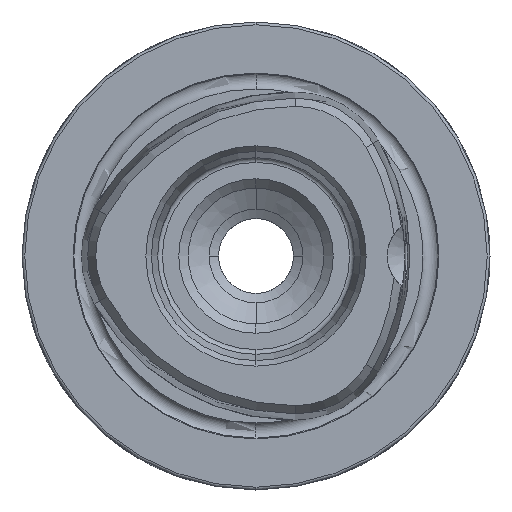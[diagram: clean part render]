
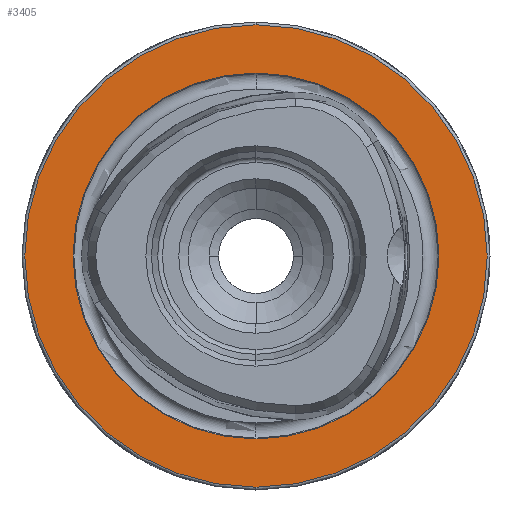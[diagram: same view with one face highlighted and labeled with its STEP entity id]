
A CAD part, left-side view. The second image highlights one B-rep face of the part: STEP entity #3405.
In plain terms, the highlighted planar face has unit normal (-1, 0, 0).
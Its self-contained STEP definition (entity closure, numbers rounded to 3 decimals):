
#262 = AXIS2_PLACEMENT_3D ( 'NONE', #5501, #5502, #5503 ) ;
#270 = AXIS2_PLACEMENT_3D ( 'NONE', #6292, #6293, #6294 ) ;
#1748 = CARTESIAN_POINT ( 'NONE',  ( 0., 0., 0. ) ) ;
#1749 = DIRECTION ( 'NONE',  ( -1., 0., 0. ) ) ;
#1750 = DIRECTION ( 'NONE',  ( 0., 0., 1. ) ) ;
#1836 = EDGE_CURVE ( 'NONE', #7102, #7112, #6390, .T. ) ;
#1860 = EDGE_CURVE ( 'NONE', #7114, #7100, #6401, .T. ) ;
#2093 = EDGE_CURVE ( 'NONE', #7100, #7114, #6467, .T. ) ;
#2108 = EDGE_CURVE ( 'NONE', #7112, #7102, #6483, .T. ) ;
#2296 = AXIS2_PLACEMENT_3D ( 'NONE', #2795, #2796, #2797 ) ;
#2299 = AXIS2_PLACEMENT_3D ( 'NONE', #1748, #1749, #1750 ) ;
#2451 = AXIS2_PLACEMENT_3D ( 'NONE', #4138, #4143, #4144 ) ;
#2795 = CARTESIAN_POINT ( 'NONE',  ( 0., 0., 0. ) ) ;
#2796 = DIRECTION ( 'NONE',  ( -1., 0., 0. ) ) ;
#2797 = DIRECTION ( 'NONE',  ( 0., 0., 1. ) ) ;
#3405 = ADVANCED_FACE ( 'NONE', ( #5976, #5971 ), #4141, .F. ) ;
#3818 = ORIENTED_EDGE ( 'NONE', *, *, #1860, .T. ) ;
#3819 = ORIENTED_EDGE ( 'NONE', *, *, #2093, .T. ) ;
#4138 = CARTESIAN_POINT ( 'NONE',  ( 0., 19.55, 0. ) ) ;
#4141 = PLANE ( 'NONE',  #2451 ) ;
#4143 = DIRECTION ( 'NONE',  ( 1., 0., 0. ) ) ;
#4144 = DIRECTION ( 'NONE',  ( 0., 0., -1. ) ) ;
#4780 = CARTESIAN_POINT ( 'NONE',  ( 0., 0., -24.7 ) ) ;
#4783 = CARTESIAN_POINT ( 'NONE',  ( 0., 0., -19.55 ) ) ;
#4790 = CARTESIAN_POINT ( 'NONE',  ( 0., 0., 19.55 ) ) ;
#4792 = CARTESIAN_POINT ( 'NONE',  ( 0., 0., 24.7 ) ) ;
#5501 = CARTESIAN_POINT ( 'NONE',  ( 0., 0., 0. ) ) ;
#5502 = DIRECTION ( 'NONE',  ( -1., 0., 0. ) ) ;
#5503 = DIRECTION ( 'NONE',  ( 0., 0., 1. ) ) ;
#5971 = FACE_OUTER_BOUND ( 'NONE', #6852, .T. ) ;
#5976 = FACE_BOUND ( 'NONE', #6853, .T. ) ;
#6292 = CARTESIAN_POINT ( 'NONE',  ( 0., 0., 0. ) ) ;
#6293 = DIRECTION ( 'NONE',  ( -1., 0., 0. ) ) ;
#6294 = DIRECTION ( 'NONE',  ( 0., 0., 1. ) ) ;
#6390 = CIRCLE ( 'NONE', #2296, 19.55 ) ;
#6401 = CIRCLE ( 'NONE', #2299, 24.7 ) ;
#6467 = CIRCLE ( 'NONE', #262, 24.7 ) ;
#6483 = CIRCLE ( 'NONE', #270, 19.55 ) ;
#6843 = ORIENTED_EDGE ( 'NONE', *, *, #2108, .F. ) ;
#6844 = ORIENTED_EDGE ( 'NONE', *, *, #1836, .F. ) ;
#6852 = EDGE_LOOP ( 'NONE', ( #3818, #3819 ) ) ;
#6853 = EDGE_LOOP ( 'NONE', ( #6843, #6844 ) ) ;
#7100 = VERTEX_POINT ( 'NONE', #4780 ) ;
#7102 = VERTEX_POINT ( 'NONE', #4783 ) ;
#7112 = VERTEX_POINT ( 'NONE', #4790 ) ;
#7114 = VERTEX_POINT ( 'NONE', #4792 ) ;
